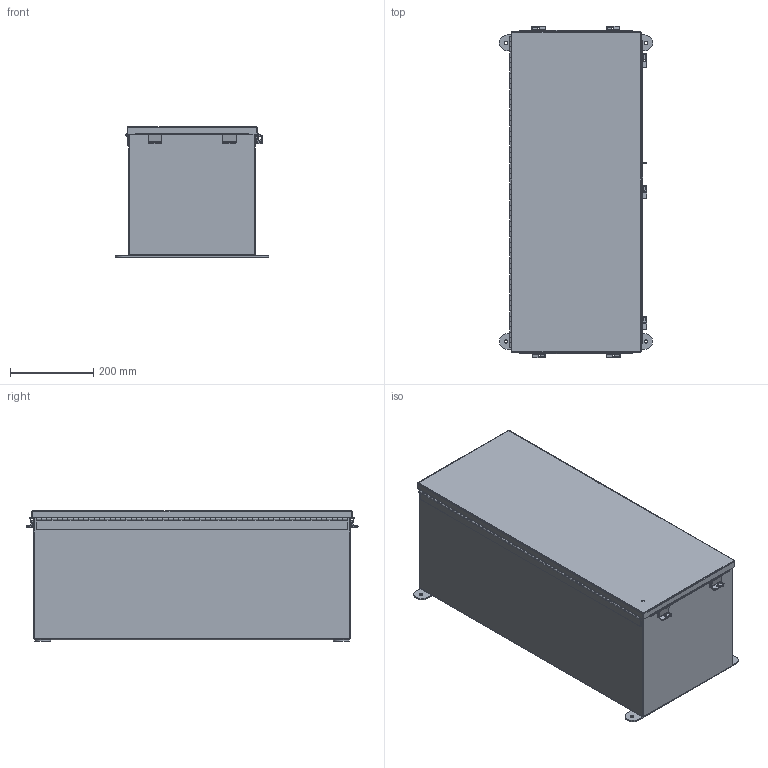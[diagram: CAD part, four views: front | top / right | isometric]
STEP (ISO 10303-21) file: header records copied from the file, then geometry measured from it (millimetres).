
FILE_DESCRIPTION (( 'STEP AP203' ), '1' );
FILE_NAME ('N121230SSCHTR.STEP', '2016-03-03T18:03:08', ( 'change1' ), ( 'Microsoft' ), 'SwSTEP 2.0', 'SolidWorks 2015', '' );
FILE_SCHEMA (( 'CONFIG_CONTROL_DESIGN' ));
Length unit declared in the file: inch
Products named in the file (13): N121230SSCHTR JIC Mounting Bracket; N121230SSCHTR _JIC Hinge; N121230SSCHTR; N121230SSCHTR JIC_Cover_Template; N121230SSCHTR JIC Clamp Bracket; N121230SSCHTR JIC Cover Clamp; N121230SSCHTR JIC Top; N121230SSCHTR JIC Bottom; N121230SSCHTR JIC Enclosure Template; N121230SSCHTR HW-CD-S-25020-034; N121230SSCHTR Hinge Body Side; HW-CLH-JH-20154; N121230SSCHTR Hinge Cover Side JIC
Assembly tree (26 placements, depth 3):
  N121230SSCHTR
    N121230SSCHTR JIC Enclosure Template
    N121230SSCHTR _JIC Hinge
      N121230SSCHTR Hinge Body Side
      N121230SSCHTR Hinge Cover Side JIC
    N121230SSCHTR JIC_Cover_Template
    N121230SSCHTR JIC Clamp Bracket  x7
    N121230SSCHTR JIC Cover Clamp  x7
    N121230SSCHTR JIC Top
    N121230SSCHTR JIC Bottom
    N121230SSCHTR HW-CD-S-25020-034  x2
    HW-CLH-JH-20154
    N121230SSCHTR JIC Mounting Bracket  x2
Bounding box: 368.3 x 797.73 x 313.36 mm (x, y, z)
Volume: 2403774.5 mm3; surface area: 2525588.7 mm2
Topology: 25 solids, 25 shells, 1086 faces, 2699 edges, 1665 vertices
Faces by surface type: plane 669, cylinder 397, bspline 8, torus 8, cone 4
Entity records: 26002 total; most frequent: CARTESIAN_POINT 4549, DIRECTION 4241, ORIENTED_EDGE 4072, EDGE_CURVE 2036, VECTOR 1415, LINE 1415, AXIS2_PLACEMENT_3D 1413, VERTEX_POINT 1273
